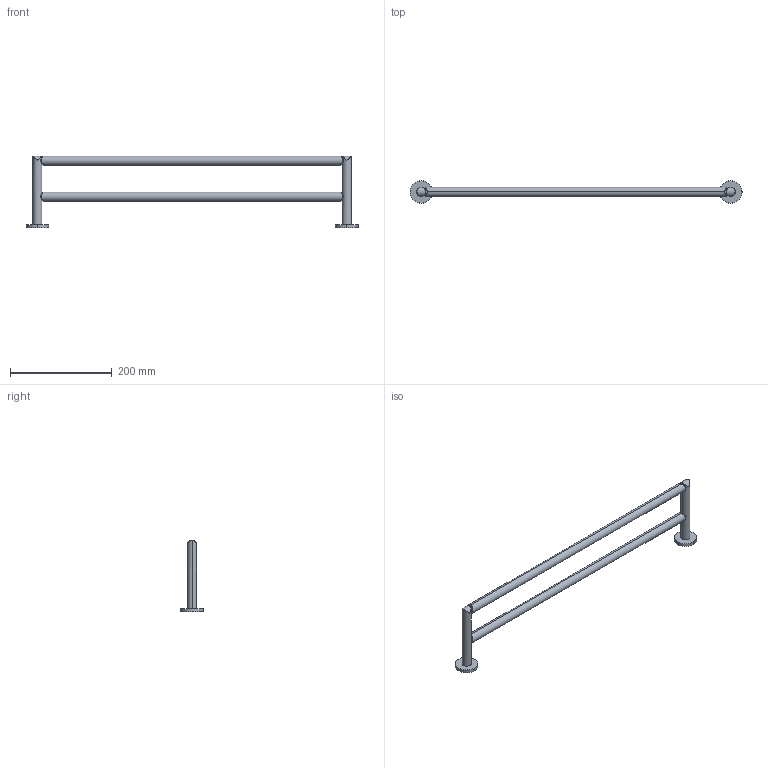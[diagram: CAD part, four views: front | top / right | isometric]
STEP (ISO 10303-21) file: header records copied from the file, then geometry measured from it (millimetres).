
FILE_DESCRIPTION((''),'2;1');
FILE_NAME('0222-24','2022-01-25T12:32:12',('jinson.thomas'),(''),'CREO PARAMETRIC BY PTC INC, 2018400','CREO PARAMETRIC BY PTC INC, 2018400','');
FILE_SCHEMA(('CONFIG_CONTROL_DESIGN'));
Length unit declared in the file: inch
Products named in the file (1): 0222-24
Bounding box: 654.05 x 44.45 x 141.61 mm (x, y, z)
Volume: 389427.3 mm3; surface area: 91145.8 mm2
Topology: 1 solids, 1 shells, 62 faces, 128 edges, 76 vertices
Faces by surface type: cylinder 34, bspline 16, plane 8, torus 4
Entity records: 4456 total; most frequent: CARTESIAN_POINT 3222, ORIENTED_EDGE 256, DIRECTION 220, EDGE_CURVE 128, AXIS2_PLACEMENT_3D 94, VERTEX_POINT 76, EDGE_LOOP 72, FACE_OUTER_BOUND 62
